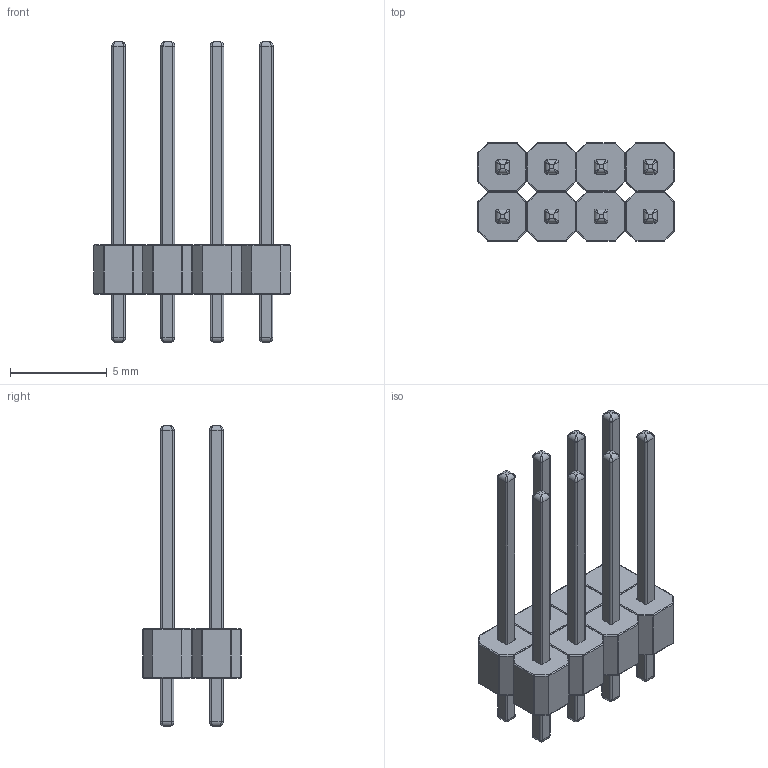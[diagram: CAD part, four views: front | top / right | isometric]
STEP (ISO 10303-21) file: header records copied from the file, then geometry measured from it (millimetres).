
FILE_DESCRIPTION(/* description */ (''),/* implementation_level */ '2;1');
FILE_NAME(/* name */ 'Header 4x2.step',/* time_stamp */ '2024-09-19T19:11:49+02:00',/* author */ (''),/* organization */ (''),/* preprocessor_version */ 'ST-DEVELOPER v20',/* originating_system */ 'Autodesk Translation Framework v13.14.0.145',/* authorisation */ '');
FILE_SCHEMA (('AUTOMOTIVE_DESIGN { 1 0 10303 214 3 1 1 }'));
Length unit declared in the file: millimetre
Products named in the file (4): Header 1; Header 1 pin; Body2; Component12
Assembly tree (3 placements, depth 2):
  Header 1
    Header 1 pin
    Body2
    Component12
Bounding box: 10.16 x 5.08 x 15.54 mm (x, y, z)
Volume: 170.4 mm3; surface area: 543.8 mm2
Topology: 8 solids, 8 shells, 672 faces, 1408 edges, 704 vertices
Faces by surface type: cylinder 320, plane 160, sphere 128, bspline 64
Entity records: 18346 total; most frequent: CARTESIAN_POINT 3943, DIRECTION 3214, ORIENTED_EDGE 2688, EDGE_CURVE 1344, AXIS2_PLACEMENT_3D 1255, LINE 704, VECTOR 704, VERTEX_POINT 704
